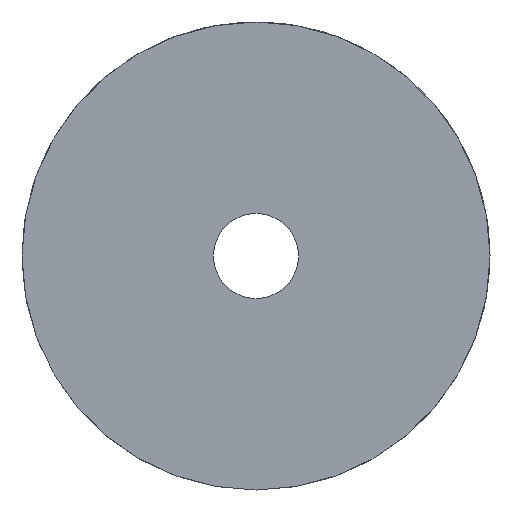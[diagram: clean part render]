
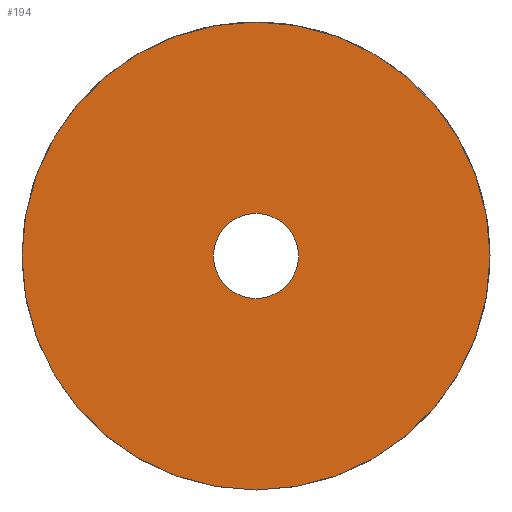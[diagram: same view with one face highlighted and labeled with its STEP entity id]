
A CAD part, left-side view. The second image highlights one B-rep face of the part: STEP entity #194.
In plain terms, the highlighted planar face has unit normal (-1, 0, 0).
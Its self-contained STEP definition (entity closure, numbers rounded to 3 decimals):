
#194 = ADVANCED_FACE( '', ( #456, #457 ), #458, .F. );
#456 = FACE_OUTER_BOUND( '', #791, .T. );
#457 = FACE_BOUND( '', #792, .T. );
#458 = PLANE( '', #793 );
#791 = EDGE_LOOP( '', ( #1249 ) );
#792 = EDGE_LOOP( '', ( #1250 ) );
#793 = AXIS2_PLACEMENT_3D( '', #1251, #1252, #1253 );
#1249 = ORIENTED_EDGE( '', *, *, #1969, .F. );
#1250 = ORIENTED_EDGE( '', *, *, #1970, .T. );
#1251 = CARTESIAN_POINT( '', ( 0., 0., 0. ) );
#1252 = DIRECTION( '', ( 1., 0., 0. ) );
#1253 = DIRECTION( '', ( 0., 0., -1. ) );
#1969 = EDGE_CURVE( '', #2349, #2349, #2350, .T. );
#1970 = EDGE_CURVE( '', #2351, #2351, #2352, .T. );
#2349 = VERTEX_POINT( '', #2791 );
#2350 = CIRCLE( '', #2792, 33. );
#2351 = VERTEX_POINT( '', #2793 );
#2352 = CIRCLE( '', #2794, 6. );
#2791 = CARTESIAN_POINT( '', ( 0., 0., -33. ) );
#2792 = AXIS2_PLACEMENT_3D( '', #3231, #3232, #3233 );
#2793 = CARTESIAN_POINT( '', ( 0., 0., -6. ) );
#2794 = AXIS2_PLACEMENT_3D( '', #3234, #3235, #3236 );
#3231 = CARTESIAN_POINT( '', ( 0., 0., 0. ) );
#3232 = DIRECTION( '', ( 1., 0., 0. ) );
#3233 = DIRECTION( '', ( 0., 0., -1. ) );
#3234 = CARTESIAN_POINT( '', ( 0., 0., 0. ) );
#3235 = DIRECTION( '', ( 1., 0., 0. ) );
#3236 = DIRECTION( '', ( 0., 0., -1. ) );
